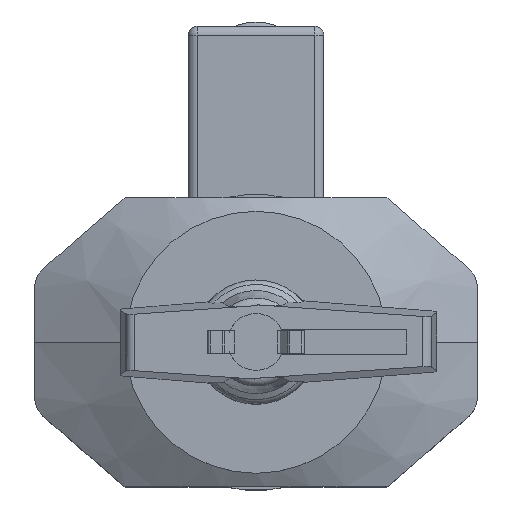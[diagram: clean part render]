
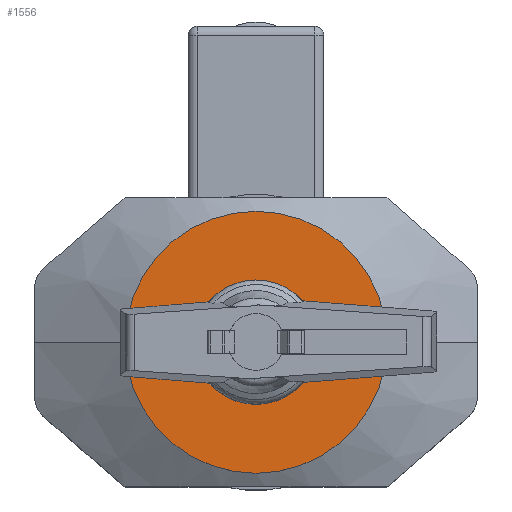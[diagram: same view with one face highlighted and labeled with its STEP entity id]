
A CAD part, top view. The second image highlights one B-rep face of the part: STEP entity #1556.
In plain terms, the highlighted planar face has unit normal (0, 0, 1).
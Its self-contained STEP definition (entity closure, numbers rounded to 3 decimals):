
#1556=ADVANCED_FACE('',(#3445,#3446),#3447,.T.);
#3445=FACE_BOUND('',#5865,.T.);
#3446=FACE_OUTER_BOUND('',#5866,.T.);
#3447=PLANE('',#5867);
#5865=EDGE_LOOP('',(#9362,#9363));
#5866=EDGE_LOOP('',(#9364,#9365));
#5867=AXIS2_PLACEMENT_3D('',#9366,#9367,#9368);
#9362=ORIENTED_EDGE('',*,*,#15744,.T.);
#9363=ORIENTED_EDGE('',*,*,#15708,.T.);
#9364=ORIENTED_EDGE('',*,*,#15789,.T.);
#9365=ORIENTED_EDGE('',*,*,#15693,.T.);
#9366=CARTESIAN_POINT('',(0.,0.,115.5));
#9367=DIRECTION('',(0.0,0.0,1.0));
#9368=DIRECTION('',(1.0,0.0,0.0));
#15693=EDGE_CURVE('',#18887,#18884,#18888,.T.);
#15708=EDGE_CURVE('',#18914,#18911,#18915,.T.);
#15744=EDGE_CURVE('',#18911,#18914,#18972,.T.);
#15789=EDGE_CURVE('',#18884,#18887,#19033,.T.);
#18884=VERTEX_POINT('',#24047);
#18887=VERTEX_POINT('',#24051);
#18888=CIRCLE('',#24052,29.0);
#18911=VERTEX_POINT('',#24145);
#18914=VERTEX_POINT('',#24149);
#18915=CIRCLE('',#24150,11.5);
#18972=CIRCLE('',#24224,11.5);
#19033=CIRCLE('',#24368,29.0);
#24047=CARTESIAN_POINT('',(-29.0,0.0,115.5));
#24051=CARTESIAN_POINT('',(29.0,0.,115.5));
#24052=AXIS2_PLACEMENT_3D('',#32180,#32181,#32182);
#24145=CARTESIAN_POINT('',(11.5,0.0,115.5));
#24149=CARTESIAN_POINT('',(-11.5,0.,115.5));
#24150=AXIS2_PLACEMENT_3D('',#32190,#32191,#32192);
#24224=AXIS2_PLACEMENT_3D('',#32246,#32247,#32248);
#24368=AXIS2_PLACEMENT_3D('',#32280,#32281,#32282);
#32180=CARTESIAN_POINT('',(0.0,0.0,115.5));
#32181=DIRECTION('',(0.0,0.0,1.0));
#32182=DIRECTION('',(-1.0,0.0,0.0));
#32190=CARTESIAN_POINT('',(0.0,0.0,115.5));
#32191=DIRECTION('',(0.0,0.0,-1.0));
#32192=DIRECTION('',(1.0,0.0,0.0));
#32246=CARTESIAN_POINT('',(0.0,0.0,115.5));
#32247=DIRECTION('',(0.0,0.0,-1.0));
#32248=DIRECTION('',(1.0,0.0,0.0));
#32280=CARTESIAN_POINT('',(0.0,0.0,115.5));
#32281=DIRECTION('',(0.0,0.0,1.0));
#32282=DIRECTION('',(-1.0,0.0,0.0));
